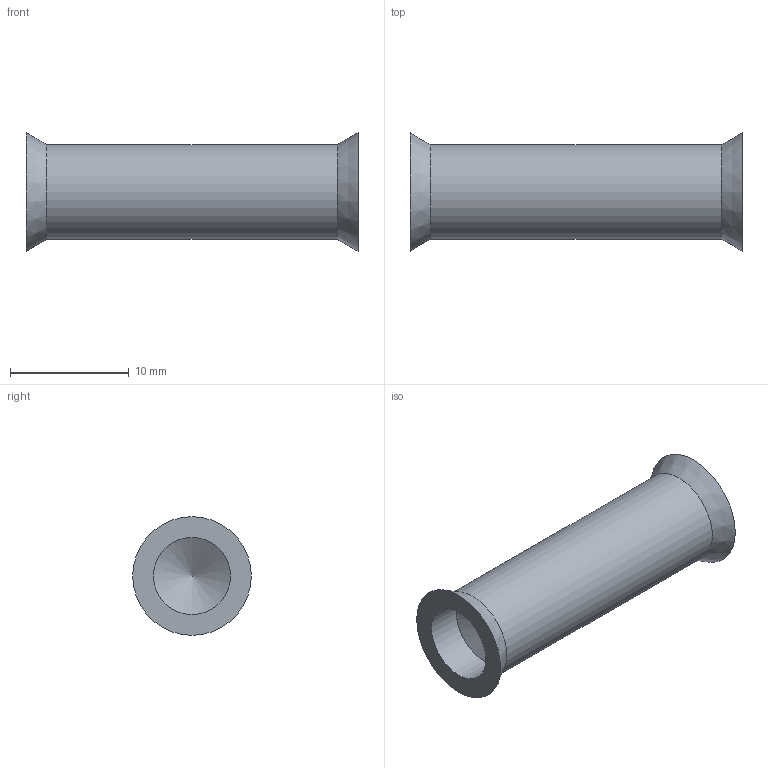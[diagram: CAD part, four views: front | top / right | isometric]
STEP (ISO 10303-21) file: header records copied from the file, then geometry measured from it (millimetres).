
FILE_DESCRIPTION (( 'STEP AP214' ), '1' );
FILE_NAME ('DIN 7341-A8x30-St-AC-28.STEP', '2025-01-22T14:11:34', ( '' ), ( '' ), 'SwSTEP 2.0', 'SolidWorks 2025', '' );
FILE_SCHEMA (( 'AUTOMOTIVE_DESIGN' ));
Length unit declared in the file: millimetre
Products named in the file (1): DIN 7341-A8x30-St-AC-28_DIN 7341-A8x30-St-AC-28
Bounding box: 28 x 10 x 10 mm (x, y, z)
Volume: 1214 mm3; surface area: 1019.6 mm2
Topology: 1 solids, 1 shells, 9 faces, 19 edges, 12 vertices
Faces by surface type: cone 4, cylinder 3, plane 2
Full cylindrical faces by diameter (mm): 6.5 x2, 8 x1
Entity records: 197 total; most frequent: DIRECTION 36, CARTESIAN_POINT 26, AXIS2_PLACEMENT_3D 18, ORIENTED_EDGE 16, EDGE_LOOP 16, FACE_OUTER_BOUND 12, ADVANCED_FACE 9, VERTEX_POINT 8
